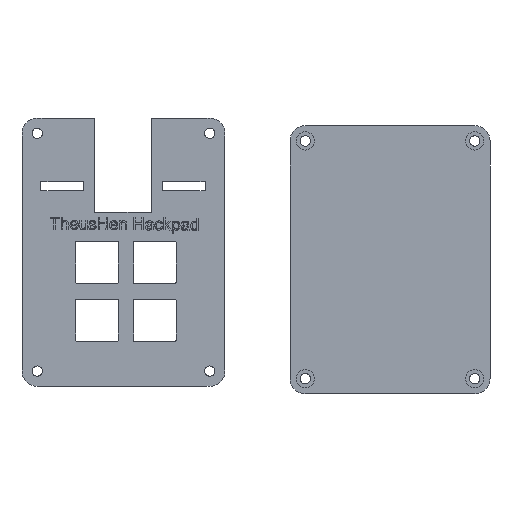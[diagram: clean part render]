
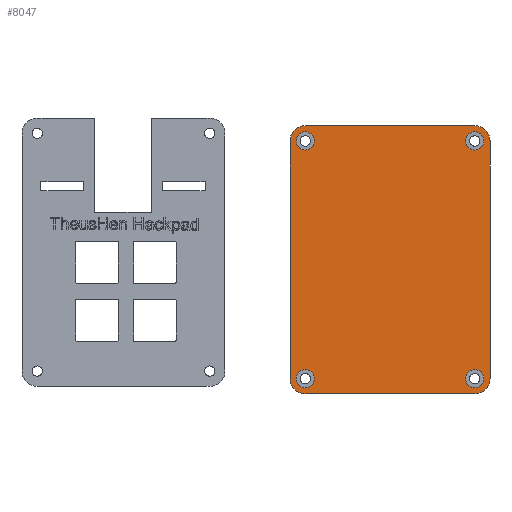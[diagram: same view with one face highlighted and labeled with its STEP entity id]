
A CAD part, left-side view. The second image highlights one B-rep face of the part: STEP entity #8047.
In plain terms, the highlighted planar face has unit normal (-1, 0, 0).
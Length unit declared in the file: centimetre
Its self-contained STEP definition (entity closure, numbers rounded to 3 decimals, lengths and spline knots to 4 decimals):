
#64=FACE_BOUND('',#1772,.T.);
#65=FACE_BOUND('',#1773,.T.);
#66=FACE_BOUND('',#1774,.T.);
#67=FACE_BOUND('',#1775,.T.);
#444=PLANE('',#8360);
#1304=FACE_OUTER_BOUND('',#1771,.T.);
#1771=EDGE_LOOP('',(#7549,#7550,#7551,#7552,#7553,#7554,#7555,#7556));
#1772=EDGE_LOOP('',(#7557));
#1773=EDGE_LOOP('',(#7558));
#1774=EDGE_LOOP('',(#7559));
#1775=EDGE_LOOP('',(#7560));
#2421=LINE('',#15654,#3088);
#2429=LINE('',#15673,#3096);
#2449=LINE('',#15731,#3116);
#2450=LINE('',#15733,#3117);
#3088=VECTOR('',#9529,1.);
#3096=VECTOR('',#9547,1.);
#3116=VECTOR('',#9613,1.);
#3117=VECTOR('',#9616,1.);
#3191=CIRCLE('',#8321,0.5);
#3199=CIRCLE('',#8332,0.5);
#3200=CIRCLE('',#8334,0.5);
#3201=CIRCLE('',#8337,0.5);
#3203=CIRCLE('',#8346,0.3);
#3205=CIRCLE('',#8349,0.3);
#3207=CIRCLE('',#8352,0.3);
#3209=CIRCLE('',#8355,0.3);
#3960=VERTEX_POINT('',#15609);
#3961=VERTEX_POINT('',#15611);
#3980=VERTEX_POINT('',#15653);
#3983=VERTEX_POINT('',#15662);
#3984=VERTEX_POINT('',#15666);
#3985=VERTEX_POINT('',#15668);
#3986=VERTEX_POINT('',#15672);
#3987=VERTEX_POINT('',#15676);
#3995=VERTEX_POINT('',#15706);
#3997=VERTEX_POINT('',#15712);
#3999=VERTEX_POINT('',#15718);
#4001=VERTEX_POINT('',#15724);
#5129=EDGE_CURVE('',#3960,#3961,#3191,.T.);
#5150=EDGE_CURVE('',#3980,#3961,#2421,.T.);
#5155=EDGE_CURVE('',#3980,#3983,#3199,.T.);
#5158=EDGE_CURVE('',#3984,#3985,#3200,.T.);
#5160=EDGE_CURVE('',#3986,#3985,#2429,.T.);
#5162=EDGE_CURVE('',#3986,#3987,#3201,.T.);
#5178=EDGE_CURVE('',#3995,#3995,#3203,.T.);
#5181=EDGE_CURVE('',#3997,#3997,#3205,.T.);
#5184=EDGE_CURVE('',#3999,#3999,#3207,.T.);
#5187=EDGE_CURVE('',#4001,#4001,#3209,.T.);
#5189=EDGE_CURVE('',#3984,#3983,#2449,.T.);
#5190=EDGE_CURVE('',#3960,#3987,#2450,.T.);
#7549=ORIENTED_EDGE('',*,*,#5129,.F.);
#7550=ORIENTED_EDGE('',*,*,#5190,.T.);
#7551=ORIENTED_EDGE('',*,*,#5162,.F.);
#7552=ORIENTED_EDGE('',*,*,#5160,.T.);
#7553=ORIENTED_EDGE('',*,*,#5158,.F.);
#7554=ORIENTED_EDGE('',*,*,#5189,.T.);
#7555=ORIENTED_EDGE('',*,*,#5155,.F.);
#7556=ORIENTED_EDGE('',*,*,#5150,.T.);
#7557=ORIENTED_EDGE('',*,*,#5184,.F.);
#7558=ORIENTED_EDGE('',*,*,#5178,.F.);
#7559=ORIENTED_EDGE('',*,*,#5187,.F.);
#7560=ORIENTED_EDGE('',*,*,#5181,.F.);
#8047=ADVANCED_FACE('',(#1304,#64,#65,#66,#67),#444,.F.);
#8321=AXIS2_PLACEMENT_3D('',#15612,#9496,#9497);
#8332=AXIS2_PLACEMENT_3D('',#15663,#9536,#9537);
#8334=AXIS2_PLACEMENT_3D('',#15669,#9542,#9543);
#8337=AXIS2_PLACEMENT_3D('',#15677,#9551,#9552);
#8346=AXIS2_PLACEMENT_3D('',#15708,#9583,#9584);
#8349=AXIS2_PLACEMENT_3D('',#15714,#9590,#9591);
#8352=AXIS2_PLACEMENT_3D('',#15720,#9597,#9598);
#8355=AXIS2_PLACEMENT_3D('',#15726,#9604,#9605);
#8360=AXIS2_PLACEMENT_3D('',#15734,#9617,#9618);
#9496=DIRECTION('center_axis',(1.,0.,0.));
#9497=DIRECTION('ref_axis',(0.,0.707,0.707));
#9529=DIRECTION('',(0.,1.,0.));
#9536=DIRECTION('center_axis',(1.,0.,0.));
#9537=DIRECTION('ref_axis',(0.,-0.707,0.707));
#9542=DIRECTION('center_axis',(1.,0.,0.));
#9543=DIRECTION('ref_axis',(0.,-0.707,-0.707));
#9547=DIRECTION('',(0.,-1.,0.));
#9551=DIRECTION('center_axis',(1.,0.,0.));
#9552=DIRECTION('ref_axis',(0.,0.707,-0.707));
#9583=DIRECTION('center_axis',(-1.,0.,0.));
#9584=DIRECTION('ref_axis',(0.,1.,0.));
#9590=DIRECTION('center_axis',(-1.,0.,0.));
#9591=DIRECTION('ref_axis',(0.,1.,0.));
#9597=DIRECTION('center_axis',(-1.,0.,0.));
#9598=DIRECTION('ref_axis',(0.,1.,0.));
#9604=DIRECTION('center_axis',(-1.,0.,0.));
#9605=DIRECTION('ref_axis',(0.,1.,0.));
#9613=DIRECTION('',(0.,0.,1.));
#9616=DIRECTION('',(0.,0.,-1.));
#9617=DIRECTION('center_axis',(1.,0.,0.));
#9618=DIRECTION('ref_axis',(0.,1.,0.));
#15609=CARTESIAN_POINT('',(0.,3.2325,4.05));
#15611=CARTESIAN_POINT('',(0.,2.7325,4.55));
#15612=CARTESIAN_POINT('Origin',(0.,2.7325,4.05));
#15653=CARTESIAN_POINT('',(0.,-2.85,4.55));
#15654=CARTESIAN_POINT('',(0.,-3.35,4.55));
#15662=CARTESIAN_POINT('',(0.,-3.35,4.05));
#15663=CARTESIAN_POINT('Origin',(0.,-2.85,4.05));
#15666=CARTESIAN_POINT('',(0.,-3.35,-3.7775));
#15668=CARTESIAN_POINT('',(0.,-2.85,-4.2775));
#15669=CARTESIAN_POINT('Origin',(0.,-2.85,-3.7775));
#15672=CARTESIAN_POINT('',(0.,2.7325,-4.2775));
#15673=CARTESIAN_POINT('',(0.,3.2325,-4.2775));
#15676=CARTESIAN_POINT('',(0.,3.2325,-3.7775));
#15677=CARTESIAN_POINT('Origin',(0.,2.7325,-3.7775));
#15706=CARTESIAN_POINT('',(0.,-3.15,4.05));
#15708=CARTESIAN_POINT('Origin',(0.,-2.85,4.05));
#15712=CARTESIAN_POINT('',(0.,2.4325,4.05));
#15714=CARTESIAN_POINT('Origin',(0.,2.7325,4.05));
#15718=CARTESIAN_POINT('',(0.,2.4325,-3.7775));
#15720=CARTESIAN_POINT('Origin',(0.,2.7325,-3.7775));
#15724=CARTESIAN_POINT('',(0.,-3.15,-3.7775));
#15726=CARTESIAN_POINT('Origin',(0.,-2.85,-3.7775));
#15731=CARTESIAN_POINT('',(0.,-3.35,-4.2775));
#15733=CARTESIAN_POINT('',(0.,3.2325,4.55));
#15734=CARTESIAN_POINT('Origin',(0.,-0.0588,0.1363));
